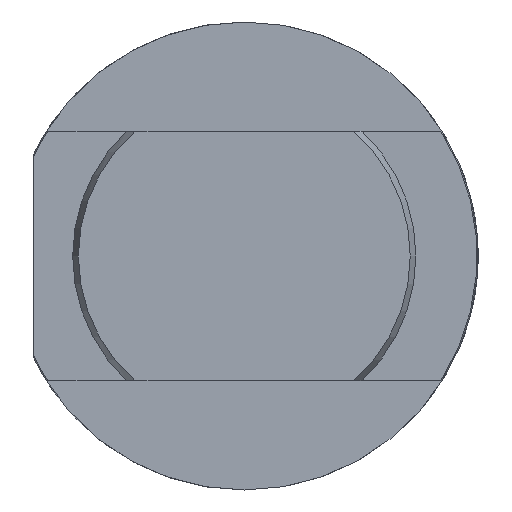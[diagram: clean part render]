
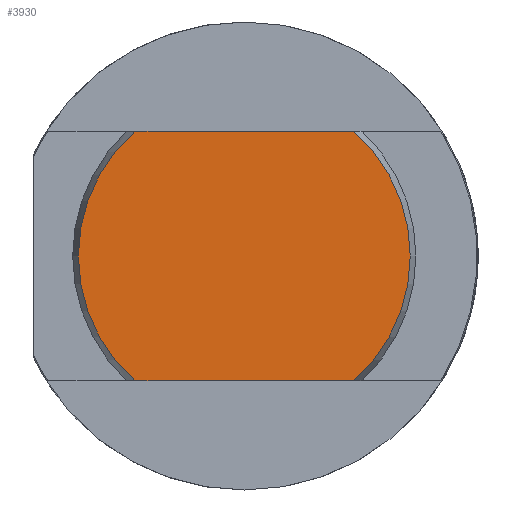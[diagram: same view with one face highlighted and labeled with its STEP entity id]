
A CAD part, left-side view. The second image highlights one B-rep face of the part: STEP entity #3930.
In plain terms, the highlighted planar face has unit normal (-1, 0, 0).
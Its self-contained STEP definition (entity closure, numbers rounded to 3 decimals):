
#120 = AXIS2_PLACEMENT_3D ( 'NONE', #2429, #2431, #2432 ) ;
#171 = AXIS2_PLACEMENT_3D ( 'NONE', #2039, #2040, #2041 ) ;
#267 = VERTEX_POINT ( 'NONE', #1564 ) ;
#287 = VERTEX_POINT ( 'NONE', #1584 ) ;
#290 = VERTEX_POINT ( 'NONE', #1587 ) ;
#301 = VERTEX_POINT ( 'NONE', #1598 ) ;
#394 = EDGE_LOOP ( 'NONE', ( #2987, #2986, #2985, #2984 ) ) ;
#627 = CARTESIAN_POINT ( 'NONE',  ( 0., 0., 0. ) ) ;
#628 = PLANE ( 'NONE',  #3576 ) ;
#629 = DIRECTION ( 'NONE',  ( 1., 0., 0. ) ) ;
#630 = DIRECTION ( 'NONE',  ( 0., 0., -1. ) ) ;
#931 = FACE_OUTER_BOUND ( 'NONE', #394, .T. ) ;
#1101 = CIRCLE ( 'NONE', #120, 10.636 ) ;
#1206 = EDGE_CURVE ( 'NONE', #287, #290, #3388, .T. ) ;
#1208 = EDGE_CURVE ( 'NONE', #267, #301, #3395, .T. ) ;
#1291 = EDGE_CURVE ( 'NONE', #287, #301, #3829, .T. ) ;
#1410 = EDGE_CURVE ( 'NONE', #267, #290, #1101, .T. ) ;
#1564 = CARTESIAN_POINT ( 'NONE',  ( 0., 7.009, 8. ) ) ;
#1584 = CARTESIAN_POINT ( 'NONE',  ( 0., -7.009, -8. ) ) ;
#1587 = CARTESIAN_POINT ( 'NONE',  ( 0., 7.009, -8. ) ) ;
#1598 = CARTESIAN_POINT ( 'NONE',  ( 0., -7.009, 8. ) ) ;
#1783 = CARTESIAN_POINT ( 'NONE',  ( 0., 12.75, 8. ) ) ;
#1786 = CARTESIAN_POINT ( 'NONE',  ( 0., 12.75, -8. ) ) ;
#1787 = DIRECTION ( 'NONE',  ( 0., 1., 0. ) ) ;
#1791 = DIRECTION ( 'NONE',  ( 0., -1., 0. ) ) ;
#2039 = CARTESIAN_POINT ( 'NONE',  ( 0., 0., 0. ) ) ;
#2040 = DIRECTION ( 'NONE',  ( -1., 0., 0. ) ) ;
#2041 = DIRECTION ( 'NONE',  ( 0., 0., -1. ) ) ;
#2429 = CARTESIAN_POINT ( 'NONE',  ( 0., 0., 0. ) ) ;
#2431 = DIRECTION ( 'NONE',  ( -1., 0., 0. ) ) ;
#2432 = DIRECTION ( 'NONE',  ( 0., 0., -1. ) ) ;
#2984 = ORIENTED_EDGE ( 'NONE', *, *, #1208, .F. ) ;
#2985 = ORIENTED_EDGE ( 'NONE', *, *, #1291, .T. ) ;
#2986 = ORIENTED_EDGE ( 'NONE', *, *, #1206, .F. ) ;
#2987 = ORIENTED_EDGE ( 'NONE', *, *, #1410, .T. ) ;
#3386 = VECTOR ( 'NONE', #1791, 1000. ) ;
#3388 = LINE ( 'NONE', #1786, #3390 ) ;
#3390 = VECTOR ( 'NONE', #1787, 1000. ) ;
#3395 = LINE ( 'NONE', #1783, #3386 ) ;
#3576 = AXIS2_PLACEMENT_3D ( 'NONE', #627, #629, #630 ) ;
#3829 = CIRCLE ( 'NONE', #171, 10.636 ) ;
#3930 = ADVANCED_FACE ( 'NONE', ( #931 ), #628, .F. ) ;
